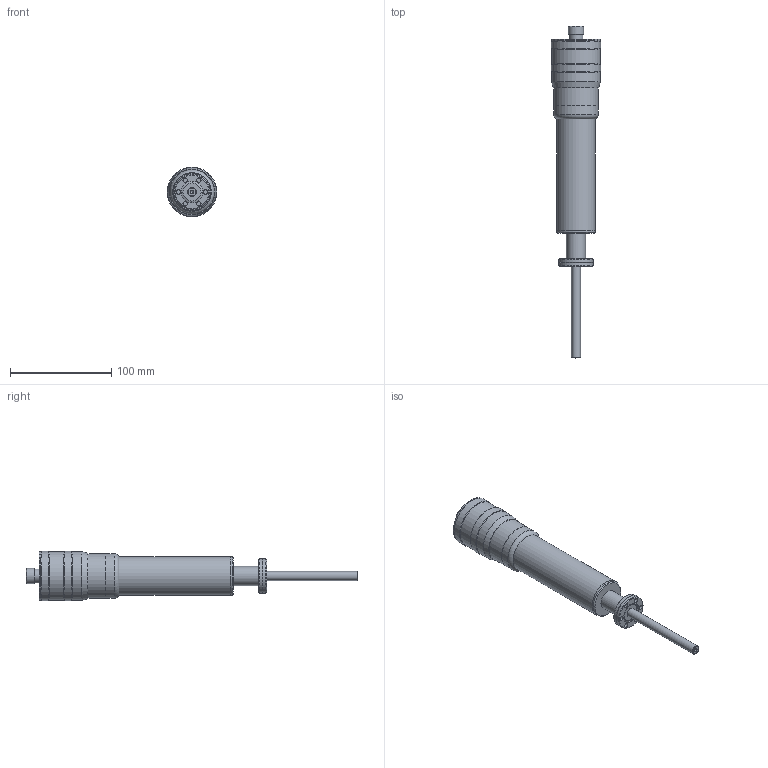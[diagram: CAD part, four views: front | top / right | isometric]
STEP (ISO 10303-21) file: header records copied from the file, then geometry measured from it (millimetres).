
FILE_DESCRIPTION( ( 'Unknown' ), '1' );
FILE_NAME( 'ZLDM950.stp', 'Unknown', ( 'Unknown' ), ( 'Unknown' ), 'XStep 1.0', 'Unknown', ' ' );
FILE_SCHEMA( ( 'automotive_design' ) );
Length unit declared in the file: millimetre
Products named in the file (1): 1
Bounding box: 49 x 327.3 x 49 mm (x, y, z)
Volume: 281818.2 mm3; surface area: 35594.8 mm2
Topology: 1 solids, 1 shells, 55 faces, 116 edges, 75 vertices
Faces by surface type: cylinder 25, cone 15, plane 14, torus 1
Full cylindrical faces by diameter (mm): 3.242 x2, 4.3 x6, 9 x1, 13.7 x1, 15 x1, 17.8 x1, 19 x1, 21.207 x1, 34 x2, 37.9 x1, 38 x1, 43.7 x1, 44 x1, 47.9 x2, 48 x1, 49 x2
Entity records: 1638 total; most frequent: DIRECTION 232, CARTESIAN_POINT 177, EDGE_LOOP 120, ORIENTED_EDGE 120, AXIS2_PLACEMENT_3D 116, FACE_OUTER_BOUND 81, VERTEX_POINT 61, EDGE_CURVE 60
